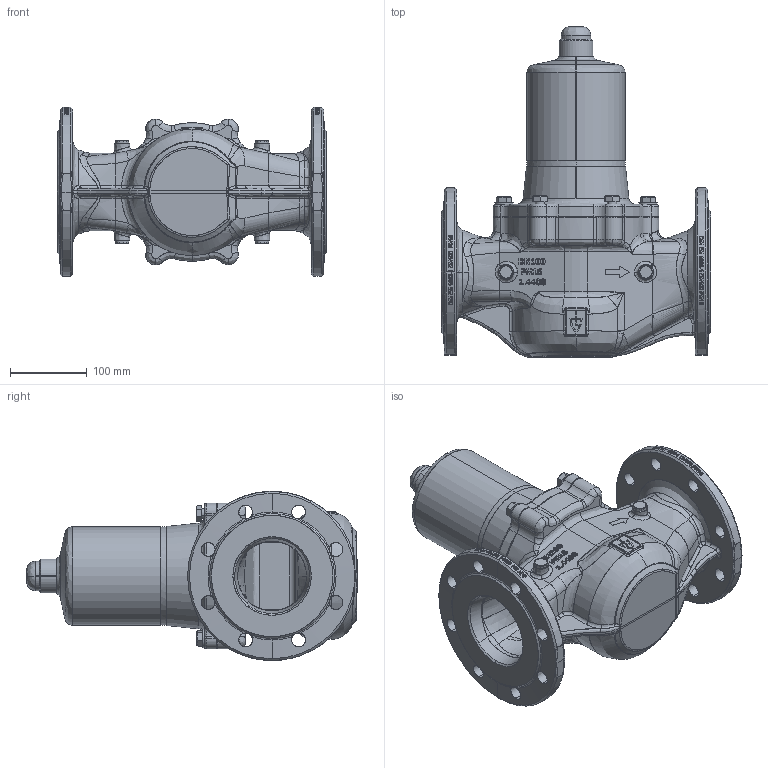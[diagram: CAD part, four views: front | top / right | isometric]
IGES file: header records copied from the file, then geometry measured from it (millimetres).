
Start section: SolidWorks IGES file using analytic representation for surfaces
Global section: file name: 482mGFO-SP_100_FLFL_100100.IGS; native system: SolidWorks 2018; preprocessor: SolidWorks 2018; author: Hehr; date: 190828.134113; units: millimetre
Bounding box: 350 x 430.38 x 220 mm (x, y, z)
Surface area: 755076.2 mm2 (no closed solid volume)
Topology: 0 solids, 0 shells, 2326 faces, 35530 edges, 35494 vertices
Faces by surface type: bspline 1721, revolution 605
